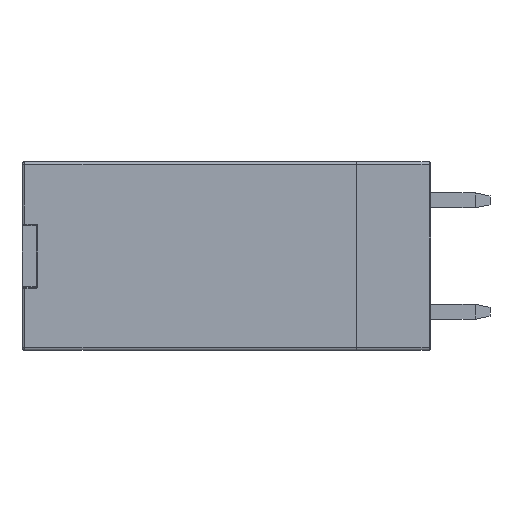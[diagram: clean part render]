
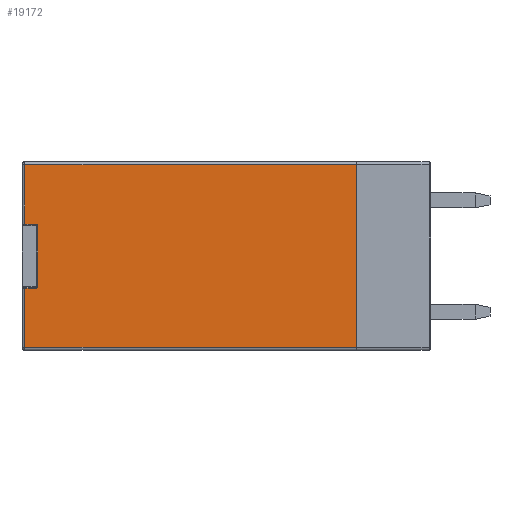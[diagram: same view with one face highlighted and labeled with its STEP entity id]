
A CAD part, left-side view. The second image highlights one B-rep face of the part: STEP entity #19172.
In plain terms, the highlighted planar face has unit normal (-1, 0, 0).
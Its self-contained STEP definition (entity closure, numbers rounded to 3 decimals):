
#315=CIRCLE('',#20013,0.1);
#326=CIRCLE('',#20027,0.1);
#2086=LINE('',#34841,#3893);
#2090=LINE('',#34853,#3897);
#2102=LINE('',#34880,#3909);
#2108=LINE('',#34890,#3915);
#2110=LINE('',#34896,#3917);
#2111=LINE('',#34898,#3918);
#2112=LINE('',#34900,#3919);
#2113=LINE('',#34901,#3920);
#3893=VECTOR('',#23297,10.);
#3897=VECTOR('',#23313,10.);
#3909=VECTOR('',#23347,10.);
#3915=VECTOR('',#23359,10.);
#3917=VECTOR('',#23365,10.);
#3918=VECTOR('',#23366,10.);
#3919=VECTOR('',#23367,10.);
#3920=VECTOR('',#23368,10.);
#5363=FACE_OUTER_BOUND('',#6474,.T.);
#6474=EDGE_LOOP('',(#16278,#16279,#16280,#16281,#16282,#16283,#16284,#16285,
#16286,#16287));
#8723=VERTEX_POINT('',#34807);
#8724=VERTEX_POINT('',#34809);
#8734=VERTEX_POINT('',#34832);
#8735=VERTEX_POINT('',#34834);
#8737=VERTEX_POINT('',#34839);
#8743=VERTEX_POINT('',#34875);
#8744=VERTEX_POINT('',#34889);
#8746=VERTEX_POINT('',#34895);
#8747=VERTEX_POINT('',#34897);
#8748=VERTEX_POINT('',#34899);
#11241=EDGE_CURVE('',#8723,#8724,#315,.T.);
#11252=EDGE_CURVE('',#8734,#8735,#326,.T.);
#11255=EDGE_CURVE('',#8737,#8734,#2086,.T.);
#11262=EDGE_CURVE('',#8735,#8723,#2090,.T.);
#11278=EDGE_CURVE('',#8724,#8743,#2102,.T.);
#11284=EDGE_CURVE('',#8743,#8744,#2108,.T.);
#11287=EDGE_CURVE('',#8746,#8737,#2110,.T.);
#11288=EDGE_CURVE('',#8747,#8746,#2111,.T.);
#11289=EDGE_CURVE('',#8747,#8748,#2112,.T.);
#11290=EDGE_CURVE('',#8744,#8748,#2113,.T.);
#16278=ORIENTED_EDGE('',*,*,#11278,.F.);
#16279=ORIENTED_EDGE('',*,*,#11241,.F.);
#16280=ORIENTED_EDGE('',*,*,#11262,.F.);
#16281=ORIENTED_EDGE('',*,*,#11252,.F.);
#16282=ORIENTED_EDGE('',*,*,#11255,.F.);
#16283=ORIENTED_EDGE('',*,*,#11287,.F.);
#16284=ORIENTED_EDGE('',*,*,#11288,.F.);
#16285=ORIENTED_EDGE('',*,*,#11289,.T.);
#16286=ORIENTED_EDGE('',*,*,#11290,.F.);
#16287=ORIENTED_EDGE('',*,*,#11284,.F.);
#17400=PLANE('',#20052);
#19172=ADVANCED_FACE('',(#5363),#17400,.T.);
#20013=AXIS2_PLACEMENT_3D('',#34810,#23261,#23262);
#20027=AXIS2_PLACEMENT_3D('',#34835,#23289,#23290);
#20052=AXIS2_PLACEMENT_3D('',#34894,#23363,#23364);
#23261=DIRECTION('center_axis',(-1.,0.,0.));
#23262=DIRECTION('ref_axis',(0.,-0.707,0.707));
#23289=DIRECTION('center_axis',(-1.,0.,0.));
#23290=DIRECTION('ref_axis',(0.,-0.707,-0.707));
#23297=DIRECTION('',(0.,-1.,0.));
#23313=DIRECTION('',(0.,0.,1.));
#23347=DIRECTION('',(0.,1.,0.));
#23359=DIRECTION('',(0.,0.,1.));
#23363=DIRECTION('center_axis',(-1.,0.,0.));
#23364=DIRECTION('ref_axis',(0.,-1.,0.));
#23365=DIRECTION('',(0.,0.,1.));
#23366=DIRECTION('',(0.,1.,0.));
#23367=DIRECTION('',(0.,0.,1.));
#23368=DIRECTION('',(0.,-1.,0.));
#34807=CARTESIAN_POINT('',(-14.5,12.7,2.05));
#34809=CARTESIAN_POINT('',(-14.5,12.8,2.15));
#34810=CARTESIAN_POINT('Origin',(-14.5,12.8,2.05));
#34832=CARTESIAN_POINT('',(-14.5,12.8,-2.15));
#34834=CARTESIAN_POINT('',(-14.5,12.7,-2.05));
#34835=CARTESIAN_POINT('Origin',(-14.5,12.8,-2.05));
#34839=CARTESIAN_POINT('',(-14.5,13.55,-2.15));
#34841=CARTESIAN_POINT('',(-14.5,13.25,-2.15));
#34853=CARTESIAN_POINT('',(-14.5,12.7,1.05));
#34875=CARTESIAN_POINT('',(-14.5,13.55,2.15));
#34880=CARTESIAN_POINT('',(-14.5,13.75,2.15));
#34889=CARTESIAN_POINT('',(-14.5,13.55,6.15));
#34890=CARTESIAN_POINT('',(-14.5,13.55,0.));
#34894=CARTESIAN_POINT('Origin',(-14.5,13.75,0.));
#34895=CARTESIAN_POINT('',(-14.5,13.55,-6.15));
#34896=CARTESIAN_POINT('',(-14.5,13.55,0.));
#34897=CARTESIAN_POINT('',(-14.5,-8.74,-6.15));
#34898=CARTESIAN_POINT('',(-14.5,6.875,-6.15));
#34899=CARTESIAN_POINT('',(-14.5,-8.74,6.15));
#34900=CARTESIAN_POINT('',(-14.5,-8.74,0.));
#34901=CARTESIAN_POINT('',(-14.5,6.875,6.15));
